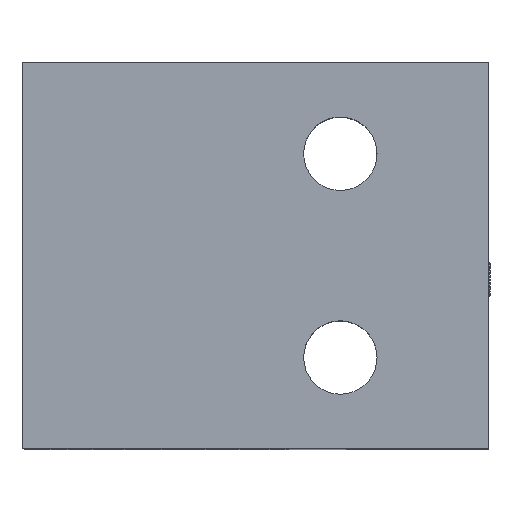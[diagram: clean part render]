
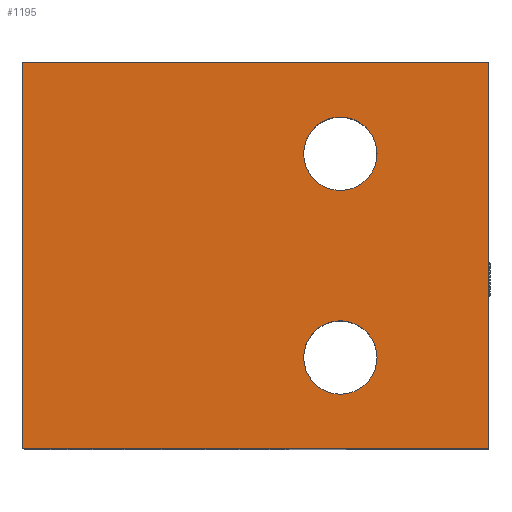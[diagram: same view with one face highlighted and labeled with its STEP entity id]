
A CAD part, top view. The second image highlights one B-rep face of the part: STEP entity #1195.
In plain terms, the highlighted planar face has unit normal (0, 0, 1).
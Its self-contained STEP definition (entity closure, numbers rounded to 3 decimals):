
#54=FACE_BOUND('',#226,.T.);
#55=FACE_BOUND('',#227,.T.);
#84=PLANE('',#1378);
#142=FACE_OUTER_BOUND('',#225,.T.);
#225=EDGE_LOOP('',(#986,#987,#988,#989));
#226=EDGE_LOOP('',(#990));
#227=EDGE_LOOP('',(#991));
#270=LINE('',#1890,#370);
#297=LINE('',#2069,#397);
#306=LINE('',#2084,#406);
#307=LINE('',#2086,#407);
#370=VECTOR('',#1526,10.);
#397=VECTOR('',#1639,10.);
#406=VECTOR('',#1654,10.);
#407=VECTOR('',#1657,10.);
#476=CIRCLE('',#1342,8.647);
#478=CIRCLE('',#1345,8.647);
#537=VERTEX_POINT('',#1887);
#538=VERTEX_POINT('',#1889);
#548=VERTEX_POINT('',#1989);
#550=VERTEX_POINT('',#1995);
#575=VERTEX_POINT('',#2068);
#578=VERTEX_POINT('',#2082);
#660=EDGE_CURVE('',#537,#538,#270,.T.);
#676=EDGE_CURVE('',#548,#548,#476,.T.);
#679=EDGE_CURVE('',#550,#550,#478,.T.);
#713=EDGE_CURVE('',#538,#575,#297,.T.);
#722=EDGE_CURVE('',#578,#537,#306,.T.);
#723=EDGE_CURVE('',#575,#578,#307,.T.);
#986=ORIENTED_EDGE('',*,*,#723,.F.);
#987=ORIENTED_EDGE('',*,*,#713,.F.);
#988=ORIENTED_EDGE('',*,*,#660,.F.);
#989=ORIENTED_EDGE('',*,*,#722,.F.);
#990=ORIENTED_EDGE('',*,*,#676,.T.);
#991=ORIENTED_EDGE('',*,*,#679,.T.);
#1195=ADVANCED_FACE('',(#142,#54,#55),#84,.T.);
#1342=AXIS2_PLACEMENT_3D('',#1991,#1557,#1558);
#1345=AXIS2_PLACEMENT_3D('',#1997,#1564,#1565);
#1378=AXIS2_PLACEMENT_3D('',#2088,#1660,#1661);
#1526=DIRECTION('',(0.,1.,0.));
#1557=DIRECTION('center_axis',(0.,0.,-1.));
#1558=DIRECTION('ref_axis',(-1.,0.,0.));
#1564=DIRECTION('center_axis',(0.,0.,-1.));
#1565=DIRECTION('ref_axis',(-1.,0.,0.));
#1639=DIRECTION('',(1.,0.,0.));
#1654=DIRECTION('',(-1.,0.,0.));
#1657=DIRECTION('',(0.,-1.,0.));
#1660=DIRECTION('center_axis',(0.,0.,1.));
#1661=DIRECTION('ref_axis',(1.,0.,0.));
#1887=CARTESIAN_POINT('',(-55.25,-45.5,50.));
#1889=CARTESIAN_POINT('',(-55.25,45.5,50.));
#1890=CARTESIAN_POINT('',(-55.25,45.5,50.));
#1989=CARTESIAN_POINT('',(28.397,24.,50.));
#1991=CARTESIAN_POINT('Origin',(19.75,24.,50.));
#1995=CARTESIAN_POINT('',(28.397,-24.,50.));
#1997=CARTESIAN_POINT('Origin',(19.75,-24.,50.));
#2068=CARTESIAN_POINT('',(54.75,45.5,50.));
#2069=CARTESIAN_POINT('',(-54.75,45.5,50.));
#2082=CARTESIAN_POINT('',(54.75,-45.5,50.));
#2084=CARTESIAN_POINT('',(-54.75,-45.5,50.));
#2086=CARTESIAN_POINT('',(54.75,45.5,50.));
#2088=CARTESIAN_POINT('Origin',(0.,0.,
50.));
